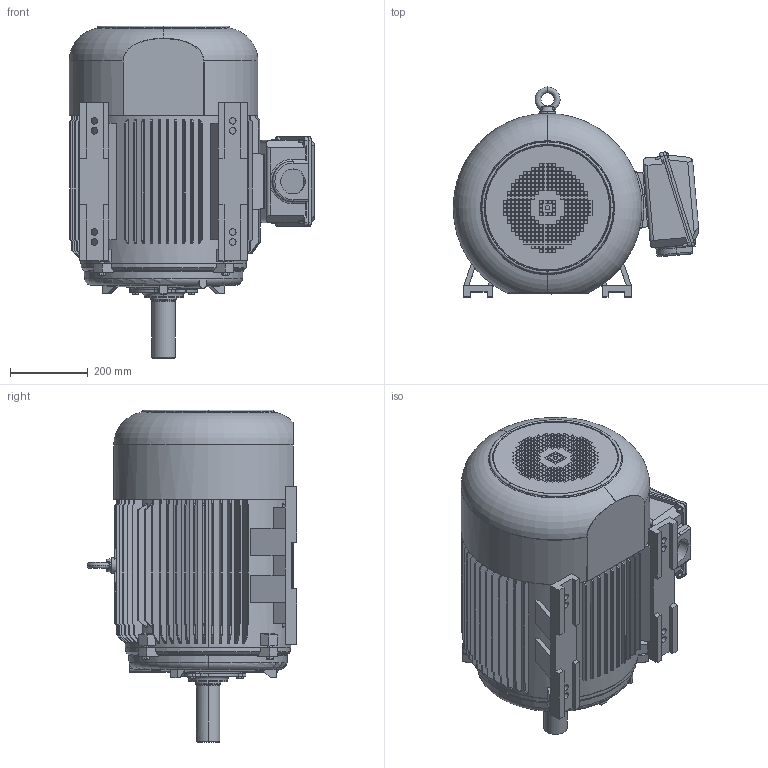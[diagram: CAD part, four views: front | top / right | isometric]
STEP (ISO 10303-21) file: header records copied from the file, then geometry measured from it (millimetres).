
FILE_DESCRIPTION (( 'STEP AP214' ), '1' );
FILE_NAME ('PEWWE-365T-4,6,8.STEP', '2018-07-17T23:20:57', ( '' ), ( '' ), 'SwSTEP 2.0', 'SolidWorks 2017', '' );
FILE_SCHEMA (( 'AUTOMOTIVE_DESIGN' ));
Length unit declared in the file: inch
Products named in the file (1): PEWWE-365T-4,6,8
Bounding box: 631.19 x 539.8 x 853.41 mm (x, y, z)
Volume: 72203583.2 mm3; surface area: 3872935.4 mm2
Topology: 19 solids, 19 shells, 2734 faces, 6736 edges, 4437 vertices
Faces by surface type: plane 2022, cylinder 349, cone 286, torus 44, bspline 33
Entity records: 89808 total; most frequent: CARTESIAN_POINT 27724, ORIENTED_EDGE 13452, DIRECTION 11159, EDGE_CURVE 6726, VERTEX_POINT 4437, LINE 3789, VECTOR 3789, AXIS2_PLACEMENT_3D 3685
